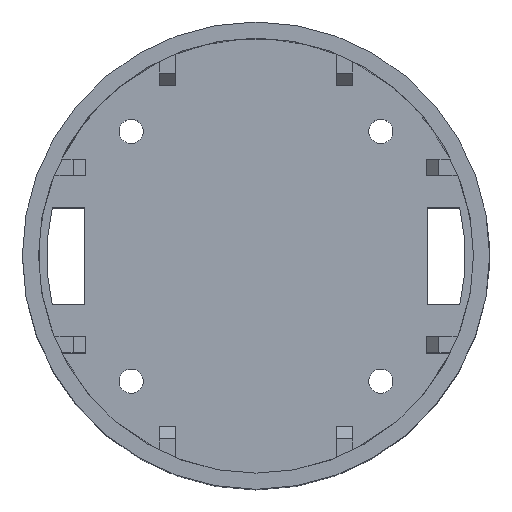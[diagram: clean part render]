
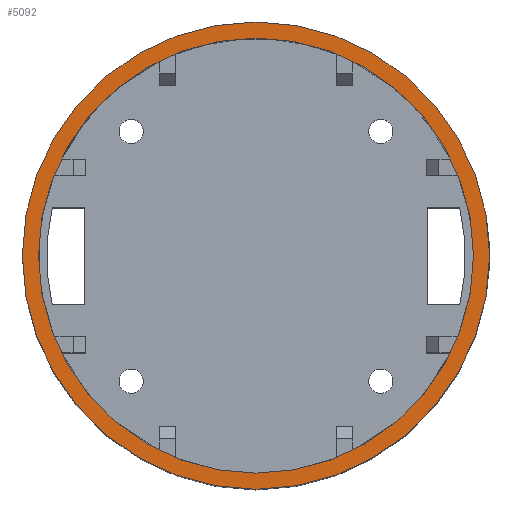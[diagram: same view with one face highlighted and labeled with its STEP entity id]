
A CAD part, top view. The second image highlights one B-rep face of the part: STEP entity #5092.
In plain terms, the highlighted planar face has unit normal (0, 0, 1).
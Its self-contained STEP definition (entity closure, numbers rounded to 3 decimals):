
#77 = CYLINDRICAL_SURFACE('',#78,27.);
#78 = AXIS2_PLACEMENT_3D('',#79,#80,#81);
#79 = CARTESIAN_POINT('',(0.,0.,52.));
#80 = DIRECTION('',(0.,0.,1.));
#81 = DIRECTION('',(1.,0.,0.));
#2248 = VERTEX_POINT('',#2249);
#2249 = CARTESIAN_POINT('',(27.,0.,52.));
#2269 = EDGE_CURVE('',#2248,#2248,#2270,.T.);
#2270 = SURFACE_CURVE('',#2271,(#2276,#2305),.PCURVE_S1.);
#2271 = CIRCLE('',#2272,27.);
#2272 = AXIS2_PLACEMENT_3D('',#2273,#2274,#2275);
#2273 = CARTESIAN_POINT('',(0.,0.,52.));
#2274 = DIRECTION('',(0.,0.,1.));
#2275 = DIRECTION('',(1.,0.,0.));
#2276 = PCURVE('',#77,#2277);
#2277 = DEFINITIONAL_REPRESENTATION('',(#2278),#2304);
#2278 = B_SPLINE_CURVE_WITH_KNOTS('',3,(#2279,#2280,#2281,#2282,#2283,
    #2284,#2285,#2286,#2287,#2288,#2289,#2290,#2291,#2292,#2293,#2294,
    #2295,#2296,#2297,#2298,#2299,#2300,#2301,#2302,#2303),
  .UNSPECIFIED.,.F.,.F.,(4,1,1,1,1,1,1,1,1,1,1,1,1,1,1,1,1,1,1,1,1,1,4),
  (0.,0.286,0.571,0.857,1.142,
    1.428,1.714,1.999,2.285,
    2.57,2.856,3.142,3.427,
    3.713,3.998,4.284,4.57,
    4.855,5.141,5.426,5.712,
    5.998,6.283),.QUASI_UNIFORM_KNOTS.);
#2279 = CARTESIAN_POINT('',(0.,0.));
#2280 = CARTESIAN_POINT('',(0.095,0.));
#2281 = CARTESIAN_POINT('',(0.286,0.));
#2282 = CARTESIAN_POINT('',(0.571,0.));
#2283 = CARTESIAN_POINT('',(0.857,0.));
#2284 = CARTESIAN_POINT('',(1.142,0.));
#2285 = CARTESIAN_POINT('',(1.428,0.));
#2286 = CARTESIAN_POINT('',(1.714,0.));
#2287 = CARTESIAN_POINT('',(1.999,0.));
#2288 = CARTESIAN_POINT('',(2.285,0.));
#2289 = CARTESIAN_POINT('',(2.57,0.));
#2290 = CARTESIAN_POINT('',(2.856,0.));
#2291 = CARTESIAN_POINT('',(3.142,0.));
#2292 = CARTESIAN_POINT('',(3.427,0.));
#2293 = CARTESIAN_POINT('',(3.713,0.));
#2294 = CARTESIAN_POINT('',(3.998,0.));
#2295 = CARTESIAN_POINT('',(4.284,0.));
#2296 = CARTESIAN_POINT('',(4.57,0.));
#2297 = CARTESIAN_POINT('',(4.855,0.));
#2298 = CARTESIAN_POINT('',(5.141,0.));
#2299 = CARTESIAN_POINT('',(5.426,0.));
#2300 = CARTESIAN_POINT('',(5.712,0.));
#2301 = CARTESIAN_POINT('',(5.998,0.));
#2302 = CARTESIAN_POINT('',(6.188,0.));
#2303 = CARTESIAN_POINT('',(6.283,0.));
#2304 = ( GEOMETRIC_REPRESENTATION_CONTEXT(2) 
PARAMETRIC_REPRESENTATION_CONTEXT() REPRESENTATION_CONTEXT('2D SPACE',''
  ) );
#2305 = PCURVE('',#2306,#2311);
#2306 = PLANE('',#2307);
#2307 = AXIS2_PLACEMENT_3D('',#2308,#2309,#2310);
#2308 = CARTESIAN_POINT('',(0.,0.,52.));
#2309 = DIRECTION('',(0.,0.,1.));
#2310 = DIRECTION('',(1.,0.,0.));
#2311 = DEFINITIONAL_REPRESENTATION('',(#2312),#2316);
#2312 = CIRCLE('',#2313,27.);
#2313 = AXIS2_PLACEMENT_2D('',#2314,#2315);
#2314 = CARTESIAN_POINT('',(0.,0.));
#2315 = DIRECTION('',(1.,0.));
#2316 = ( GEOMETRIC_REPRESENTATION_CONTEXT(2) 
PARAMETRIC_REPRESENTATION_CONTEXT() REPRESENTATION_CONTEXT('2D SPACE',''
  ) );
#4200 = CYLINDRICAL_SURFACE('',#4201,29.);
#4201 = AXIS2_PLACEMENT_3D('',#4202,#4203,#4204);
#4202 = CARTESIAN_POINT('',(0.,0.,0.));
#4203 = DIRECTION('',(0.,0.,1.));
#4204 = DIRECTION('',(1.,0.,0.));
#5092 = ADVANCED_FACE('',(#5093,#5119),#2306,.T.);
#5093 = FACE_BOUND('',#5094,.T.);
#5094 = EDGE_LOOP('',(#5095));
#5095 = ORIENTED_EDGE('',*,*,#5096,.T.);
#5096 = EDGE_CURVE('',#5097,#5097,#5099,.T.);
#5097 = VERTEX_POINT('',#5098);
#5098 = CARTESIAN_POINT('',(29.,0.,52.));
#5099 = SURFACE_CURVE('',#5100,(#5105,#5112),.PCURVE_S1.);
#5100 = CIRCLE('',#5101,29.);
#5101 = AXIS2_PLACEMENT_3D('',#5102,#5103,#5104);
#5102 = CARTESIAN_POINT('',(0.,0.,52.));
#5103 = DIRECTION('',(0.,0.,1.));
#5104 = DIRECTION('',(1.,0.,0.));
#5105 = PCURVE('',#2306,#5106);
#5106 = DEFINITIONAL_REPRESENTATION('',(#5107),#5111);
#5107 = CIRCLE('',#5108,29.);
#5108 = AXIS2_PLACEMENT_2D('',#5109,#5110);
#5109 = CARTESIAN_POINT('',(0.,0.));
#5110 = DIRECTION('',(1.,0.));
#5111 = ( GEOMETRIC_REPRESENTATION_CONTEXT(2) 
PARAMETRIC_REPRESENTATION_CONTEXT() REPRESENTATION_CONTEXT('2D SPACE',''
  ) );
#5112 = PCURVE('',#4200,#5113);
#5113 = DEFINITIONAL_REPRESENTATION('',(#5114),#5118);
#5114 = LINE('',#5115,#5116);
#5115 = CARTESIAN_POINT('',(0.,52.));
#5116 = VECTOR('',#5117,1.);
#5117 = DIRECTION('',(1.,0.));
#5118 = ( GEOMETRIC_REPRESENTATION_CONTEXT(2) 
PARAMETRIC_REPRESENTATION_CONTEXT() REPRESENTATION_CONTEXT('2D SPACE',''
  ) );
#5119 = FACE_BOUND('',#5120,.T.);
#5120 = EDGE_LOOP('',(#5121));
#5121 = ORIENTED_EDGE('',*,*,#2269,.F.);
